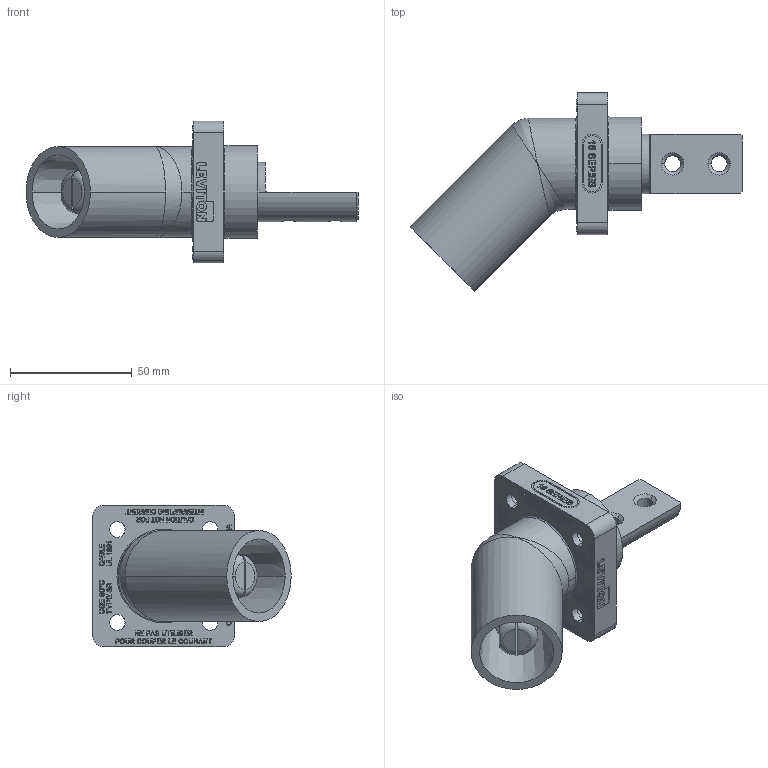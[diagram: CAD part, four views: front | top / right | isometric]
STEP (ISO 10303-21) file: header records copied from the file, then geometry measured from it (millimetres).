
FILE_DESCRIPTION (( 'STEP AP214' ), '1' );
FILE_NAME ('ORC6500-M01.STEP', '2025-06-25T01:08:07', ( '' ), ( '' ), 'SwSTEP 2.0', 'SolidWorks 2024', '' );
FILE_SCHEMA (( 'AUTOMOTIVE_DESIGN' ));
Length unit declared in the file: inch
Products named in the file (1): ORC6500-M01
Bounding box: 136.14 x 81.33 x 58.17 mm (x, y, z)
Volume: 135660.7 mm3; surface area: 51528.7 mm2
Topology: 6 solids, 6 shells, 2661 faces, 6852 edges, 4400 vertices
Faces by surface type: plane 1331, bspline 734, cylinder 394, torus 83, sphere 72, cone 47
Entity records: 125688 total; most frequent: CARTESIAN_POINT 65609, ORIENTED_EDGE 13656, DIRECTION 10067, EDGE_CURVE 6828, VERTEX_POINT 4400, LINE 4307, VECTOR 4307, EDGE_LOOP 2930
